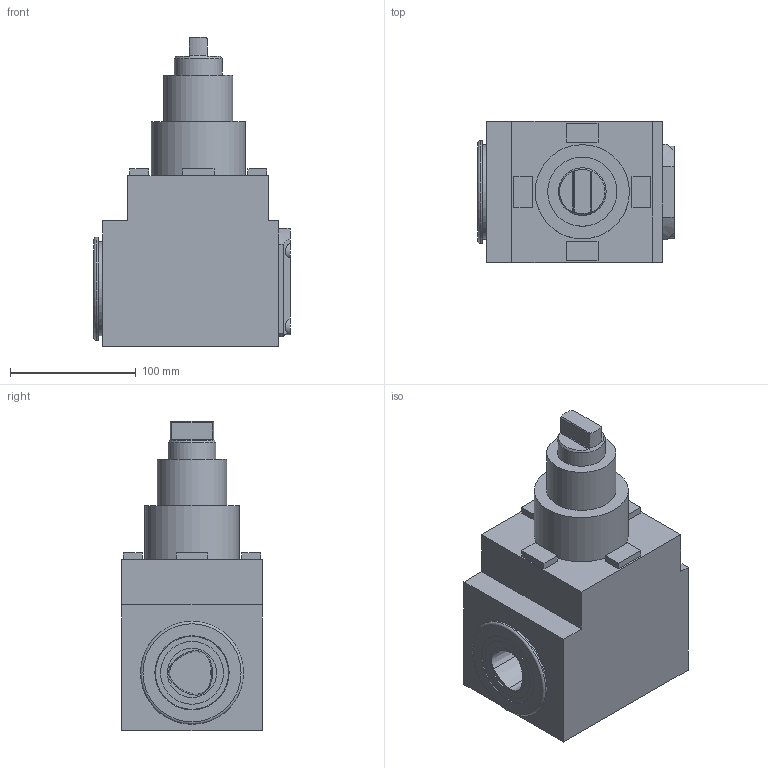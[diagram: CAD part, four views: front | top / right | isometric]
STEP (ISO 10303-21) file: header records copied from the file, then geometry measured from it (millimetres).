
FILE_DESCRIPTION(/* description */ (''),/* implementation_level */ '2;1');
FILE_NAME(/* name */ '1533907988022.stp',/* time_stamp */ '2018-08-10T15:33:14+02:00',/* author */ (''),/* organization */ ('SMS'),/* preprocessor_version */ 'ST-DEVELOPER v15',/* originating_system */ 'SIEMENS PLM Software NX 8.5',/* authorisation */ '');
FILE_SCHEMA (('AUTOMOTIVE_DESIGN { 1 0 10303 214 3 1 1 1 }'));
Length unit declared in the file: millimetre
Products named in the file (1): 201819384mod000_00
Bounding box: 156 x 112 x 246 mm (x, y, z)
Volume: 2388535.4 mm3; surface area: 127907.2 mm2
Topology: 1 solids, 1 shells, 83 faces, 197 edges, 131 vertices
Faces by surface type: plane 54, cylinder 20, cone 8, torus 1
Full cylindrical faces by diameter (mm): 3 x1, 38 x1, 39.2 x1, 50 x1, 55 x1, 74.9 x1, 75 x1, 82 x1
Entity records: 2483 total; most frequent: CARTESIAN_POINT 517, DIRECTION 411, ORIENTED_EDGE 368, EDGE_CURVE 184, AXIS2_PLACEMENT_3D 149, VERTEX_POINT 129, LINE 113, VECTOR 113
